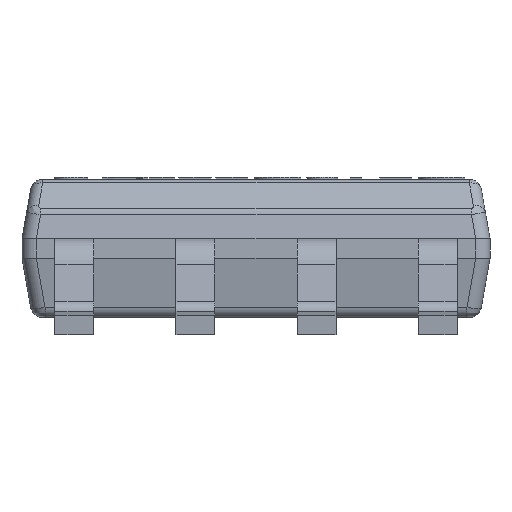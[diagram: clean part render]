
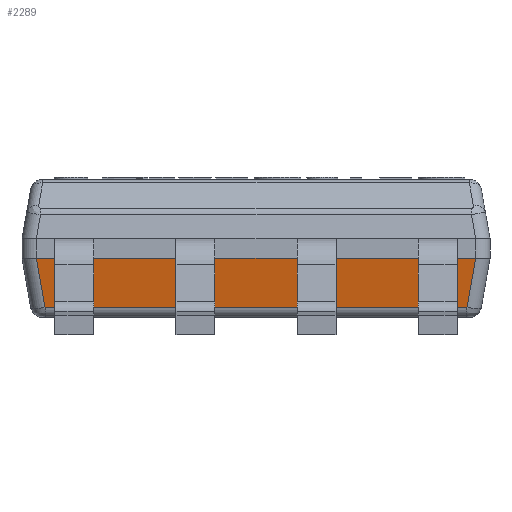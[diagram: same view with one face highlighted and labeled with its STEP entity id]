
A CAD part, left-side view. The second image highlights one B-rep face of the part: STEP entity #2289.
In plain terms, the highlighted planar face has unit normal (-0.985, 0, -0.174).
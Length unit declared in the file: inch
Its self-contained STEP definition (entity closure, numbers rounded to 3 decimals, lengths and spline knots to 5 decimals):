
#15 = VECTOR ( 'NONE', #9292, 39.37008 ) ;
#163 = DIRECTION ( 'NONE',  ( -0.985, 0., -0.174 ) ) ;
#314 = CARTESIAN_POINT ( 'NONE',  ( -0.077, -0.0905, 0.0315 ) ) ;
#445 = EDGE_CURVE ( 'NONE', #7813, #8089, #3547, .T. ) ;
#525 = LINE ( 'NONE', #8567, #7069 ) ;
#635 = DIRECTION ( 'NONE',  ( 0., 1., 0. ) ) ;
#1175 = B_SPLINE_CURVE_WITH_KNOTS ( 'NONE', 3,
 ( #1763, #9897, #11985, #1716 ),
 .UNSPECIFIED., .F., .F.,
 ( 4, 4 ),
 ( 0., 1. ),
 .UNSPECIFIED. ) ;
#1184 = DIRECTION ( 'NONE',  ( -0.174, 0., 0.985 ) ) ;
#1473 = ORIENTED_EDGE ( 'NONE', *, *, #9367, .F. ) ;
#1640 = VERTEX_POINT ( 'NONE', #3555 ) ;
#1716 = CARTESIAN_POINT ( 'NONE',  ( -0.077, 0.09059, 0.0315 ) ) ;
#1763 = CARTESIAN_POINT ( 'NONE',  ( -0.077, 0.0905, 0.0315 ) ) ;
#2289 = ADVANCED_FACE ( 'NONE', ( #10088 ), #11508, .T. ) ;
#2547 = EDGE_LOOP ( 'NONE', ( #5282, #7543, #5773, #9114, #1473, #3492 ) ) ;
#2659 = DIRECTION ( 'NONE',  ( 0., 1., 0. ) ) ;
#2875 = EDGE_CURVE ( 'NONE', #3468, #13250, #1175, .T. ) ;
#3468 = VERTEX_POINT ( 'NONE', #12714 ) ;
#3492 = ORIENTED_EDGE ( 'NONE', *, *, #7973, .F. ) ;
#3547 = B_SPLINE_CURVE_WITH_KNOTS ( 'NONE', 3,
 ( #4339, #5342, #11621, #314 ),
 .UNSPECIFIED., .F., .F.,
 ( 4, 4 ),
 ( 0., 1. ),
 .UNSPECIFIED. ) ;
#3555 = CARTESIAN_POINT ( 'NONE',  ( -0.07341, 0.087, 0.01113 ) ) ;
#4141 = DIRECTION ( 'NONE',  ( -0.171, -0.171, 0.97 ) ) ;
#4339 = CARTESIAN_POINT ( 'NONE',  ( -0.077, -0.09059, 0.0315 ) ) ;
#4567 = VECTOR ( 'NONE', #635, 39.37008 ) ;
#5282 = ORIENTED_EDGE ( 'NONE', *, *, #12690, .T. ) ;
#5310 = CARTESIAN_POINT ( 'NONE',  ( -0.077, 0.09059, 0.0315 ) ) ;
#5342 = CARTESIAN_POINT ( 'NONE',  ( -0.077, -0.09056, 0.0315 ) ) ;
#5773 = ORIENTED_EDGE ( 'NONE', *, *, #13262, .T. ) ;
#6880 = VECTOR ( 'NONE', #4141, 39.37008 ) ;
#7069 = VECTOR ( 'NONE', #2659, 39.37008 ) ;
#7543 = ORIENTED_EDGE ( 'NONE', *, *, #445, .T. ) ;
#7813 = VERTEX_POINT ( 'NONE', #12226 ) ;
#7814 = CARTESIAN_POINT ( 'NONE',  ( -0.077, -0.0905, 0.0315 ) ) ;
#7973 = EDGE_CURVE ( 'NONE', #12059, #1640, #525, .T. ) ;
#8089 = VERTEX_POINT ( 'NONE', #9227 ) ;
#8567 = CARTESIAN_POINT ( 'NONE',  ( -0.07341, -0.087, 0.01113 ) ) ;
#8635 = CARTESIAN_POINT ( 'NONE',  ( -0.07341, -0.087, 0.01113 ) ) ;
#8775 = LINE ( 'NONE', #7814, #4567 ) ;
#9114 = ORIENTED_EDGE ( 'NONE', *, *, #2875, .T. ) ;
#9169 = CARTESIAN_POINT ( 'NONE',  ( -0.07341, 0.087, 0.01113 ) ) ;
#9227 = CARTESIAN_POINT ( 'NONE',  ( -0.077, -0.0905, 0.0315 ) ) ;
#9292 = DIRECTION ( 'NONE',  ( -0.171, 0.171, 0.97 ) ) ;
#9367 = EDGE_CURVE ( 'NONE', #1640, #13250, #11892, .T. ) ;
#9368 = CARTESIAN_POINT ( 'NONE',  ( -0.077, -0.0965, 0.0315 ) ) ;
#9897 = CARTESIAN_POINT ( 'NONE',  ( -0.077, 0.09053, 0.0315 ) ) ;
#10088 = FACE_OUTER_BOUND ( 'NONE', #2547, .T. ) ;
#11508 = PLANE ( 'NONE',  #12348 ) ;
#11621 = CARTESIAN_POINT ( 'NONE',  ( -0.077, -0.09053, 0.0315 ) ) ;
#11892 = LINE ( 'NONE', #9169, #15 ) ;
#11902 = LINE ( 'NONE', #12445, #6880 ) ;
#11985 = CARTESIAN_POINT ( 'NONE',  ( -0.077, 0.09056, 0.0315 ) ) ;
#12059 = VERTEX_POINT ( 'NONE', #8635 ) ;
#12226 = CARTESIAN_POINT ( 'NONE',  ( -0.077, -0.09059, 0.0315 ) ) ;
#12348 = AXIS2_PLACEMENT_3D ( 'NONE', #9368, #163, #1184 ) ;
#12445 = CARTESIAN_POINT ( 'NONE',  ( -0.07341, -0.087, 0.01113 ) ) ;
#12690 = EDGE_CURVE ( 'NONE', #12059, #7813, #11902, .T. ) ;
#12714 = CARTESIAN_POINT ( 'NONE',  ( -0.077, 0.0905, 0.0315 ) ) ;
#13250 = VERTEX_POINT ( 'NONE', #5310 ) ;
#13262 = EDGE_CURVE ( 'NONE', #8089, #3468, #8775, .T. ) ;
